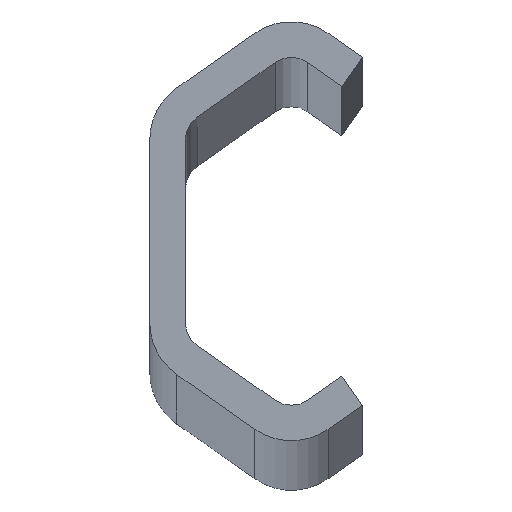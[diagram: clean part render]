
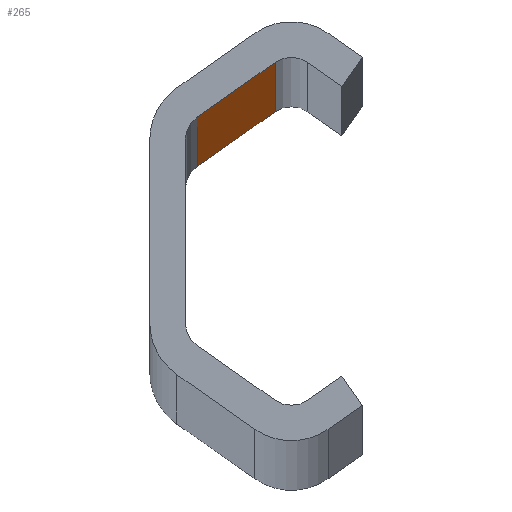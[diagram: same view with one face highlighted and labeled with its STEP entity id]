
A CAD part, top view. The second image highlights one B-rep face of the part: STEP entity #265.
In plain terms, the highlighted planar face has unit normal (0.574, -0.819, 0).
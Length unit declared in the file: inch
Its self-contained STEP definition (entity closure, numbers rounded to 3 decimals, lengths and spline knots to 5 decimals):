
#192 = ORIENTED_EDGE ( 'NONE', *, *, #1308, .T. ) ;
#232 = EDGE_CURVE ( 'NONE', #5596, #5347, #3207, .T. ) ;
#265 = ADVANCED_FACE ( 'NONE', ( #2122 ), #7627, .T. ) ;
#497 = VERTEX_POINT ( 'NONE', #3723 ) ;
#528 = DIRECTION ( 'NONE',  ( 0.574, -0.819, 0. ) ) ;
#938 = CARTESIAN_POINT ( 'NONE',  ( 0.132, 0.3176, -78.74016 ) ) ;
#1308 = EDGE_CURVE ( 'NONE', #497, #3443, #2961, .T. ) ;
#1455 = CARTESIAN_POINT ( 'NONE',  ( 0.132, 0.3176, 0. ) ) ;
#1780 = ORIENTED_EDGE ( 'NONE', *, *, #5297, .F. ) ;
#2013 = ORIENTED_EDGE ( 'NONE', *, *, #232, .F. ) ;
#2122 = FACE_OUTER_BOUND ( 'NONE', #5644, .T. ) ;
#2148 = VECTOR ( 'NONE', #5115, 39.37008 ) ;
#2250 = CARTESIAN_POINT ( 'NONE',  ( 0.132, 0.3176, -78.74016 ) ) ;
#2387 = VECTOR ( 'NONE', #4111, 39.37008 ) ;
#2721 = CARTESIAN_POINT ( 'NONE',  ( 0.132, 0.3176, 0. ) ) ;
#2787 = DIRECTION ( 'NONE',  ( 0., 0., 1. ) ) ;
#2935 = VECTOR ( 'NONE', #3529, 39.37008 ) ;
#2961 = LINE ( 'NONE', #2250, #2935 ) ;
#3207 = LINE ( 'NONE', #2721, #2148 ) ;
#3224 = ORIENTED_EDGE ( 'NONE', *, *, #5449, .T. ) ;
#3443 = VERTEX_POINT ( 'NONE', #4418 ) ;
#3529 = DIRECTION ( 'NONE',  ( 0.819, 0.574, 0. ) ) ;
#3723 = CARTESIAN_POINT ( 'NONE',  ( 0.132, 0.3176, -78.74016 ) ) ;
#4111 = DIRECTION ( 'NONE',  ( 0., 0., 1. ) ) ;
#4228 = CARTESIAN_POINT ( 'NONE',  ( 0.34854, 0.46922, 0. ) ) ;
#4407 = VECTOR ( 'NONE', #2787, 39.37008 ) ;
#4418 = CARTESIAN_POINT ( 'NONE',  ( 0.34854, 0.46922, -78.74016 ) ) ;
#4595 = CARTESIAN_POINT ( 'NONE',  ( 0.132, 0.3176, -78.74016 ) ) ;
#5115 = DIRECTION ( 'NONE',  ( 0.819, 0.574, 0. ) ) ;
#5297 = EDGE_CURVE ( 'NONE', #497, #5596, #5872, .T. ) ;
#5311 = DIRECTION ( 'NONE',  ( 0.819, 0.574, 0. ) ) ;
#5347 = VERTEX_POINT ( 'NONE', #4228 ) ;
#5449 = EDGE_CURVE ( 'NONE', #3443, #5347, #5781, .T. ) ;
#5596 = VERTEX_POINT ( 'NONE', #1455 ) ;
#5644 = EDGE_LOOP ( 'NONE', ( #2013, #1780, #192, #3224 ) ) ;
#5781 = LINE ( 'NONE', #7069, #4407 ) ;
#5802 = AXIS2_PLACEMENT_3D ( 'NONE', #4595, #528, #5311 ) ;
#5872 = LINE ( 'NONE', #938, #2387 ) ;
#7069 = CARTESIAN_POINT ( 'NONE',  ( 0.34854, 0.46922, -78.74016 ) ) ;
#7627 = PLANE ( 'NONE',  #5802 ) ;
